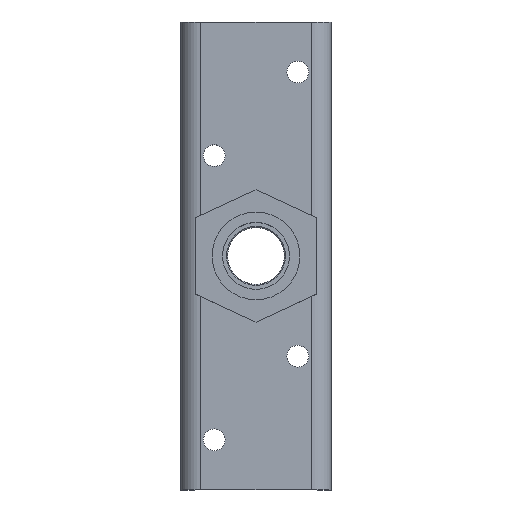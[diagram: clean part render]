
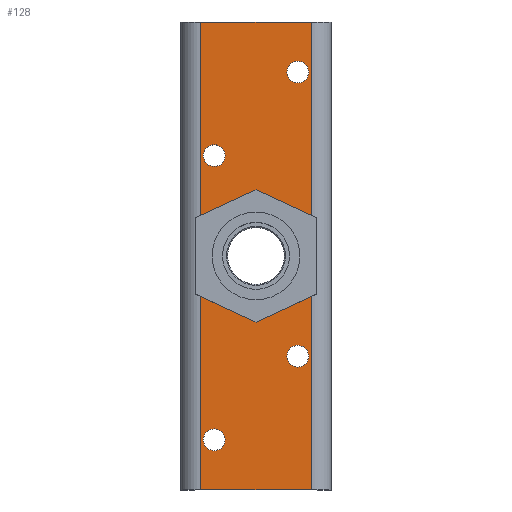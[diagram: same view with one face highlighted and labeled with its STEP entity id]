
A CAD part, top view. The second image highlights one B-rep face of the part: STEP entity #128.
In plain terms, the highlighted planar face has unit normal (0, 0, 1).
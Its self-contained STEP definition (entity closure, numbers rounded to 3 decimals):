
#128 = ADVANCED_FACE( '', ( #288, #289, #290, #291, #292, #293 ), #294, .T. );
#288 = FACE_BOUND( '', #505, .T. );
#289 = FACE_BOUND( '', #506, .T. );
#290 = FACE_BOUND( '', #507, .T. );
#291 = FACE_BOUND( '', #508, .T. );
#292 = FACE_BOUND( '', #509, .T. );
#293 = FACE_OUTER_BOUND( '', #510, .T. );
#294 = PLANE( '', #511 );
#505 = EDGE_LOOP( '', ( #752 ) );
#506 = EDGE_LOOP( '', ( #753 ) );
#507 = EDGE_LOOP( '', ( #754 ) );
#508 = EDGE_LOOP( '', ( #755 ) );
#509 = EDGE_LOOP( '', ( #756 ) );
#510 = EDGE_LOOP( '', ( #757, #758, #759, #760 ) );
#511 = AXIS2_PLACEMENT_3D( '', #761, #762, #763 );
#752 = ORIENTED_EDGE( '', *, *, #1084, .T. );
#753 = ORIENTED_EDGE( '', *, *, #1045, .T. );
#754 = ORIENTED_EDGE( '', *, *, #1080, .T. );
#755 = ORIENTED_EDGE( '', *, *, #1036, .T. );
#756 = ORIENTED_EDGE( '', *, *, #1033, .T. );
#757 = ORIENTED_EDGE( '', *, *, #1085, .F. );
#758 = ORIENTED_EDGE( '', *, *, #1086, .F. );
#759 = ORIENTED_EDGE( '', *, *, #1087, .T. );
#760 = ORIENTED_EDGE( '', *, *, #1088, .T. );
#761 = CARTESIAN_POINT( '', ( 6., 140., 14.5 ) );
#762 = DIRECTION( '', ( 0., 0., 1. ) );
#763 = DIRECTION( '', ( 0., -1., 0. ) );
#1033 = EDGE_CURVE( '', #1180, #1180, #1181, .T. );
#1036 = EDGE_CURVE( '', #1185, #1185, #1186, .T. );
#1045 = EDGE_CURVE( '', #1200, #1200, #1201, .T. );
#1080 = EDGE_CURVE( '', #1259, #1259, #1260, .T. );
#1084 = EDGE_CURVE( '', #1265, #1265, #1266, .T. );
#1085 = EDGE_CURVE( '', #1267, #1268, #1269, .T. );
#1086 = EDGE_CURVE( '', #1270, #1267, #1271, .T. );
#1087 = EDGE_CURVE( '', #1270, #1272, #1273, .T. );
#1088 = EDGE_CURVE( '', #1272, #1268, #1274, .T. );
#1180 = VERTEX_POINT( '', #1398 );
#1181 = CIRCLE( '', #1399, 13.8 );
#1185 = VERTEX_POINT( '', #1403 );
#1186 = CIRCLE( '', #1404, 3.25 );
#1200 = VERTEX_POINT( '', #1418 );
#1201 = CIRCLE( '', #1419, 3.25 );
#1259 = VERTEX_POINT( '', #1490 );
#1260 = CIRCLE( '', #1491, 3.25 );
#1265 = VERTEX_POINT( '', #1496 );
#1266 = CIRCLE( '', #1497, 3.25 );
#1267 = VERTEX_POINT( '', #1498 );
#1268 = VERTEX_POINT( '', #1499 );
#1269 = LINE( '', #1500, #1501 );
#1270 = VERTEX_POINT( '', #1502 );
#1271 = LINE( '', #1503, #1504 );
#1272 = VERTEX_POINT( '', #1505 );
#1273 = LINE( '', #1506, #1507 );
#1274 = LINE( '', #1508, #1509 );
#1398 = CARTESIAN_POINT( '', ( 36.3, 70., 14.5 ) );
#1399 = AXIS2_PLACEMENT_3D( '', #1649, #1650, #1651 );
#1403 = CARTESIAN_POINT( '', ( 38.25, 125., 14.5 ) );
#1404 = AXIS2_PLACEMENT_3D( '', #1655, #1656, #1657 );
#1418 = CARTESIAN_POINT( '', ( 38.25, 40., 14.5 ) );
#1419 = AXIS2_PLACEMENT_3D( '', #1673, #1674, #1675 );
#1490 = CARTESIAN_POINT( '', ( 13.25, 100., 14.5 ) );
#1491 = AXIS2_PLACEMENT_3D( '', #1722, #1723, #1724 );
#1496 = CARTESIAN_POINT( '', ( 13.25, 15., 14.5 ) );
#1497 = AXIS2_PLACEMENT_3D( '', #1728, #1729, #1730 );
#1498 = CARTESIAN_POINT( '', ( 39., 0., 14.5 ) );
#1499 = CARTESIAN_POINT( '', ( 6., 0., 14.5 ) );
#1500 = CARTESIAN_POINT( '', ( 6., 0., 14.5 ) );
#1501 = VECTOR( '', #1731, 1000. );
#1502 = CARTESIAN_POINT( '', ( 39., 140., 14.5 ) );
#1503 = CARTESIAN_POINT( '', ( 39., 140., 14.5 ) );
#1504 = VECTOR( '', #1732, 1000. );
#1505 = CARTESIAN_POINT( '', ( 6., 140., 14.5 ) );
#1506 = CARTESIAN_POINT( '', ( 6., 140., 14.5 ) );
#1507 = VECTOR( '', #1733, 1000. );
#1508 = CARTESIAN_POINT( '', ( 6., 140., 14.5 ) );
#1509 = VECTOR( '', #1734, 1000. );
#1649 = CARTESIAN_POINT( '', ( 22.5, 70., 14.5 ) );
#1650 = DIRECTION( '', ( 0., 0., -1. ) );
#1651 = DIRECTION( '', ( 1., 0., 0. ) );
#1655 = CARTESIAN_POINT( '', ( 35., 125., 14.5 ) );
#1656 = DIRECTION( '', ( 0., 0., -1. ) );
#1657 = DIRECTION( '', ( 1., 0., 0. ) );
#1673 = CARTESIAN_POINT( '', ( 35., 40., 14.5 ) );
#1674 = DIRECTION( '', ( 0., 0., -1. ) );
#1675 = DIRECTION( '', ( 1., 0., 0. ) );
#1722 = CARTESIAN_POINT( '', ( 10., 100., 14.5 ) );
#1723 = DIRECTION( '', ( 0., 0., -1. ) );
#1724 = DIRECTION( '', ( 1., 0., 0. ) );
#1728 = CARTESIAN_POINT( '', ( 10., 15., 14.5 ) );
#1729 = DIRECTION( '', ( 0., 0., -1. ) );
#1730 = DIRECTION( '', ( 1., 0., 0. ) );
#1731 = DIRECTION( '', ( -1., 0., 0. ) );
#1732 = DIRECTION( '', ( 0., -1., 0. ) );
#1733 = DIRECTION( '', ( -1., 0., 0. ) );
#1734 = DIRECTION( '', ( 0., -1., 0. ) );
